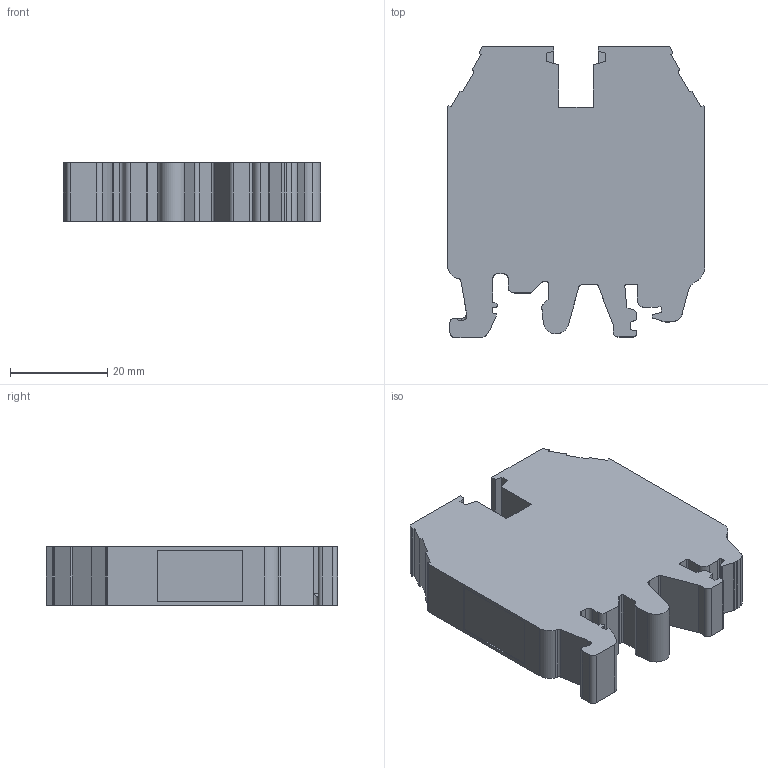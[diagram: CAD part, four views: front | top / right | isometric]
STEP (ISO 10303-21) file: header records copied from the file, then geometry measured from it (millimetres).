
FILE_DESCRIPTION (( 'STEP AP214' ), '1' );
FILE_NAME ('304293_AVK 25 RD_Yellow.STP', '2013-11-11T12:30:48', ( 'arge' ), ( 'Microsoft' ), 'SwSTEP 2.0', 'SolidWorks 2013', '' );
FILE_SCHEMA (( 'AUTOMOTIVE_DESIGN' ));
Length unit declared in the file: millimetre
Products named in the file (1): 304293_AVK 25 RD_Yellow
Bounding box: 52.8 x 59.81 x 12 mm (x, y, z)
Volume: 31178.6 mm3; surface area: 9000.1 mm2
Topology: 1 solids, 1 shells, 165 faces, 474 edges, 315 vertices
Faces by surface type: plane 110, cylinder 55
Entity records: 5445 total; most frequent: CARTESIAN_POINT 979, ORIENTED_EDGE 948, DIRECTION 911, EDGE_CURVE 474, VECTOR 365, LINE 365, VERTEX_POINT 315, AXIS2_PLACEMENT_3D 273
